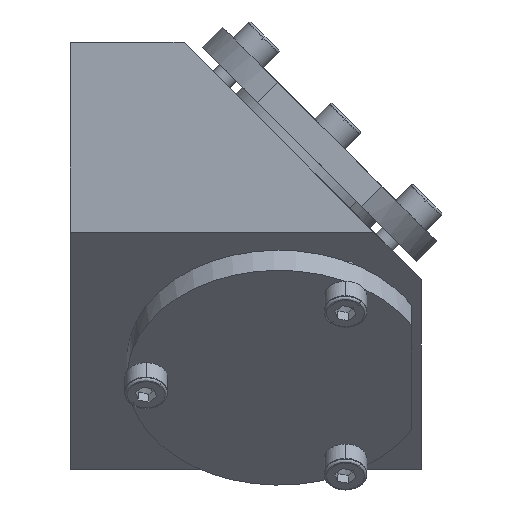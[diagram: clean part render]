
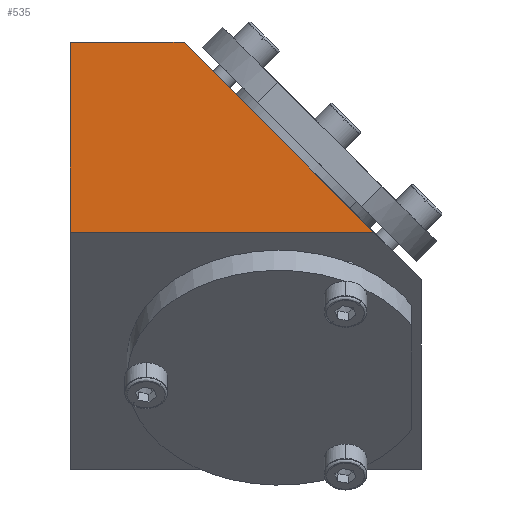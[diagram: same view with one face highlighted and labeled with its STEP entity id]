
A CAD part, front view. The second image highlights one B-rep face of the part: STEP entity #535.
In plain terms, the highlighted free-form (B-spline) face has degree [1, 1] with [2, 2] control points.
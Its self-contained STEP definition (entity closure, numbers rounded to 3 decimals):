
#108=B_SPLINE_SURFACE_WITH_KNOTS('',1,1,((#15192,#15193),(#15194,#15195)),
 .UNSPECIFIED.,.F.,.F.,.F.,(2,2),(2,2),(0.,54.24),(0.,
44.64),.UNSPECIFIED.);
#112=B_SPLINE_SURFACE_WITH_KNOTS('',1,1,((#15572,#15573),(#15574,#15575)),
 .UNSPECIFIED.,.F.,.F.,.F.,(2,2),(2,2),(0.,42.766),
(-44.64,0.),.UNSPECIFIED.);
#113=B_SPLINE_SURFACE_WITH_KNOTS('',1,1,((#15576,#15577),(#15578,#15579)),
 .UNSPECIFIED.,.F.,.F.,.F.,(2,2),(2,2),(-42.766,0.),
(0.,44.64),.UNSPECIFIED.);
#115=B_SPLINE_SURFACE_WITH_KNOTS('',1,1,((#15656,#15657),(#15658,#15659)),
 .UNSPECIFIED.,.F.,.F.,.F.,(2,2),(2,2),(0.,38.64),(-24.24,
0.),.UNSPECIFIED.);
#117=B_SPLINE_SURFACE_WITH_KNOTS('',1,1,((#15736,#15737),(#15738,#15739)),
 .UNSPECIFIED.,.F.,.F.,.F.,(2,2),(2,2),(-44.64,0.),(0.,
14.64),.UNSPECIFIED.);
#535=ADVANCED_FACE('',(#785),#115,.T.);
#785=FACE_OUTER_BOUND('',#1069,.T.);
#1069=EDGE_LOOP('',(#2108,#2109,#2110,#2111));
#2108=ORIENTED_EDGE('',*,*,#7583,.F.);
#2109=ORIENTED_EDGE('',*,*,#7599,.T.);
#2110=ORIENTED_EDGE('',*,*,#7485,.F.);
#2111=ORIENTED_EDGE('',*,*,#7575,.F.);
#3221=PCURVE('',#108,#4551);
#3378=PCURVE('',#112,#4708);
#3396=PCURVE('',#113,#4726);
#3438=PCURVE('',#115,#4768);
#3439=PCURVE('',#115,#4769);
#3440=PCURVE('',#115,#4770);
#3441=PCURVE('',#115,#4771);
#3462=PCURVE('',#117,#4792);
#4551=DEFINITIONAL_REPRESENTATION('',(#5742),#23564);
#4708=DEFINITIONAL_REPRESENTATION('',(#5923),#23564);
#4726=DEFINITIONAL_REPRESENTATION('',(#5930),#23564);
#4768=DEFINITIONAL_REPRESENTATION('',(#5966),#23564);
#4769=DEFINITIONAL_REPRESENTATION('',(#5968),#23564);
#4770=DEFINITIONAL_REPRESENTATION('',(#5969),#23564);
#4771=DEFINITIONAL_REPRESENTATION('',(#5970),#23564);
#4792=DEFINITIONAL_REPRESENTATION('',(#5992),#23564);
#5741=B_SPLINE_CURVE_WITH_KNOTS('',1,(#18523,#18524),.UNSPECIFIED.,.F.,
 .F.,(2,2),(-20.,0.),.UNSPECIFIED.);
#5742=B_SPLINE_CURVE_WITH_KNOTS('',1,(#18525,#18526),.UNSPECIFIED.,.F.,
 .F.,(2,2),(-20.,0.),.UNSPECIFIED.);
#5922=B_SPLINE_CURVE_WITH_KNOTS('',1,(#20289,#20290),.UNSPECIFIED.,.F.,
 .F.,(2,2),(-32.,0.),.UNSPECIFIED.);
#5923=B_SPLINE_CURVE_WITH_KNOTS('',1,(#20291,#20292),.UNSPECIFIED.,.F.,
 .F.,(2,2),(-32.,0.),.UNSPECIFIED.);
#5929=B_SPLINE_CURVE_WITH_KNOTS('',1,(#20384,#20385),.UNSPECIFIED.,.F.,
 .F.,(2,2),(-28.284,0.),.UNSPECIFIED.);
#5930=B_SPLINE_CURVE_WITH_KNOTS('',1,(#20386,#20387),.UNSPECIFIED.,.F.,
 .F.,(2,2),(-28.284,0.),.UNSPECIFIED.);
#5966=B_SPLINE_CURVE_WITH_KNOTS('',1,(#21100,#21101),.UNSPECIFIED.,.F.,
 .F.,(2,2),(-28.284,0.),.UNSPECIFIED.);
#5967=B_SPLINE_CURVE_WITH_KNOTS('',1,(#21102,#21103),.UNSPECIFIED.,.F.,
 .F.,(2,2),(0.,12.),.UNSPECIFIED.);
#5968=B_SPLINE_CURVE_WITH_KNOTS('',1,(#21104,#21105),.UNSPECIFIED.,.F.,
 .F.,(2,2),(0.,12.),.UNSPECIFIED.);
#5969=B_SPLINE_CURVE_WITH_KNOTS('',1,(#21106,#21107),.UNSPECIFIED.,.F.,
 .F.,(2,2),(-20.,0.),.UNSPECIFIED.);
#5970=B_SPLINE_CURVE_WITH_KNOTS('',1,(#21108,#21109),.UNSPECIFIED.,.F.,
 .F.,(2,2),(-32.,0.),.UNSPECIFIED.);
#5992=B_SPLINE_CURVE_WITH_KNOTS('',1,(#21448,#21449),.UNSPECIFIED.,.F.,
 .F.,(2,2),(0.,12.),.UNSPECIFIED.);
#6775=SURFACE_CURVE('',#5741,(#3221,#3440),.PCURVE_S1.);
#6865=SURFACE_CURVE('',#5922,(#3378,#3441),.PCURVE_S1.);
#6873=SURFACE_CURVE('',#5929,(#3396,#3438),.PCURVE_S1.);
#6889=SURFACE_CURVE('',#5967,(#3439,#3462),.PCURVE_S1.);
#7485=EDGE_CURVE('',#8903,#8904,#6775,.T.);
#7575=EDGE_CURVE('',#8963,#8903,#6865,.T.);
#7583=EDGE_CURVE('',#8969,#8963,#6873,.T.);
#7599=EDGE_CURVE('',#8969,#8904,#6889,.T.);
#8903=VERTEX_POINT('',#16069);
#8904=VERTEX_POINT('',#16070);
#8963=VERTEX_POINT('',#16129);
#8969=VERTEX_POINT('',#16135);
#15192=CARTESIAN_POINT('',(-21.12,87.622,-20.82));
#15193=CARTESIAN_POINT('',(-21.12,87.622,23.82));
#15194=CARTESIAN_POINT('',(-21.12,33.382,-20.82));
#15195=CARTESIAN_POINT('',(-21.12,33.382,23.82));
#15572=CARTESIAN_POINT('',(-24.94,65.622,22.62));
#15573=CARTESIAN_POINT('',(19.7,65.622,22.62));
#15574=CARTESIAN_POINT('',(-24.94,35.382,-7.62));
#15575=CARTESIAN_POINT('',(19.7,35.382,-7.62));
#15576=CARTESIAN_POINT('',(18.5,55.382,-20.82));
#15577=CARTESIAN_POINT('',(18.5,55.382,23.82));
#15578=CARTESIAN_POINT('',(-11.74,85.622,-20.82));
#15579=CARTESIAN_POINT('',(-11.74,85.622,23.82));
#15656=CARTESIAN_POINT('',(-24.44,60.882,20.));
#15657=CARTESIAN_POINT('',(-24.44,85.122,20.));
#15658=CARTESIAN_POINT('',(14.2,60.882,20.));
#15659=CARTESIAN_POINT('',(14.2,85.122,20.));
#15736=CARTESIAN_POINT('',(-22.44,83.002,-20.82));
#15737=CARTESIAN_POINT('',(-7.8,83.002,-20.82));
#15738=CARTESIAN_POINT('',(-22.44,83.002,23.82));
#15739=CARTESIAN_POINT('',(-7.8,83.002,23.82));
#16069=CARTESIAN_POINT('',(-21.12,63.002,20.));
#16070=CARTESIAN_POINT('',(-21.12,83.002,20.));
#16129=CARTESIAN_POINT('',(10.88,63.002,20.));
#16135=CARTESIAN_POINT('',(-9.12,83.002,20.));
#18523=CARTESIAN_POINT('',(-21.12,63.002,20.));
#18524=CARTESIAN_POINT('',(-21.12,83.002,20.));
#18525=CARTESIAN_POINT('',(24.62,40.82));
#18526=CARTESIAN_POINT('',(4.62,40.82));
#20289=CARTESIAN_POINT('',(10.88,63.002,20.));
#20290=CARTESIAN_POINT('',(-21.12,63.002,20.));
#20291=CARTESIAN_POINT('',(3.705,-8.82));
#20292=CARTESIAN_POINT('',(3.705,-40.82));
#20384=CARTESIAN_POINT('',(-9.12,83.002,20.));
#20385=CARTESIAN_POINT('',(10.88,63.002,20.));
#20386=CARTESIAN_POINT('',(-3.705,40.82));
#20387=CARTESIAN_POINT('',(-31.99,40.82));
#21100=CARTESIAN_POINT('',(15.32,-2.12));
#21101=CARTESIAN_POINT('',(35.32,-22.12));
#21102=CARTESIAN_POINT('',(-9.12,83.002,20.));
#21103=CARTESIAN_POINT('',(-21.12,83.002,20.));
#21104=CARTESIAN_POINT('',(15.32,-2.12));
#21105=CARTESIAN_POINT('',(3.32,-2.12));
#21106=CARTESIAN_POINT('',(3.32,-22.12));
#21107=CARTESIAN_POINT('',(3.32,-2.12));
#21108=CARTESIAN_POINT('',(35.32,-22.12));
#21109=CARTESIAN_POINT('',(3.32,-22.12));
#21448=CARTESIAN_POINT('',(-3.82,13.32));
#21449=CARTESIAN_POINT('',(-3.82,1.32));
#23564=(
GEOMETRIC_REPRESENTATION_CONTEXT(2)
PARAMETRIC_REPRESENTATION_CONTEXT()
REPRESENTATION_CONTEXT('pspace','')
);
